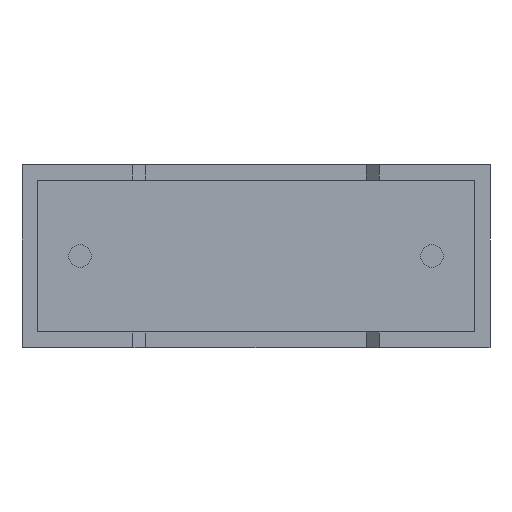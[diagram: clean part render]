
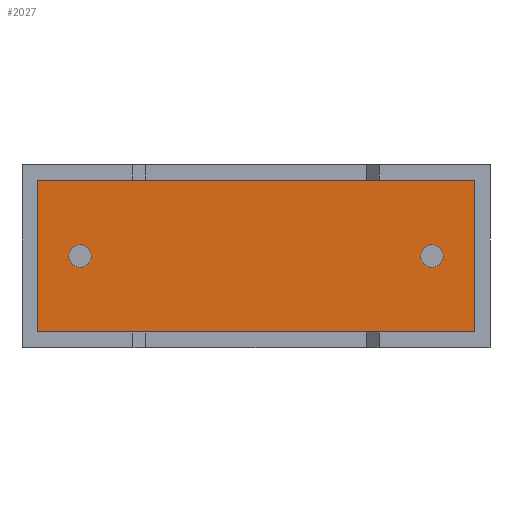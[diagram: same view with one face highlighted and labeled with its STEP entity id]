
A CAD part, front view. The second image highlights one B-rep face of the part: STEP entity #2027.
In plain terms, the highlighted planar face has unit normal (0, -1, 0).
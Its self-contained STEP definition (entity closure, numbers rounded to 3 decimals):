
#56 = CIRCLE ( 'NONE', #493, 0.325 ) ;
#75 = CARTESIAN_POINT ( 'NONE',  ( 11.65, 0.75, 2.925 ) ) ;
#148 = EDGE_CURVE ( 'NONE', #2694, #722, #56, .T. ) ;
#171 = DIRECTION ( 'NONE',  ( 0., -1., 0. ) ) ;
#179 = CARTESIAN_POINT ( 'NONE',  ( 12.857, 0.75, 0.443 ) ) ;
#256 = ORIENTED_EDGE ( 'NONE', *, *, #696, .T. ) ;
#274 = ORIENTED_EDGE ( 'NONE', *, *, #2006, .T. ) ;
#305 = CIRCLE ( 'NONE', #1329, 0.325 ) ;
#328 = CARTESIAN_POINT ( 'NONE',  ( 0.443, 0.75, 4.757 ) ) ;
#348 = LINE ( 'NONE', #2681, #399 ) ;
#368 = DIRECTION ( 'NONE',  ( 0., -1., 0. ) ) ;
#399 = VECTOR ( 'NONE', #814, 1000. ) ;
#428 = VECTOR ( 'NONE', #2460, 1000. ) ;
#474 = CARTESIAN_POINT ( 'NONE',  ( 1.65, 0.75, 2.925 ) ) ;
#493 = AXIS2_PLACEMENT_3D ( 'NONE', #1887, #2844, #1652 ) ;
#606 = CARTESIAN_POINT ( 'NONE',  ( 1.65, 0.75, 2.6 ) ) ;
#623 = CARTESIAN_POINT ( 'NONE',  ( 0.443, 0.75, 0.443 ) ) ;
#675 = PLANE ( 'NONE',  #1233 ) ;
#696 = EDGE_CURVE ( 'NONE', #2475, #1361, #348, .T. ) ;
#722 = VERTEX_POINT ( 'NONE', #75 ) ;
#749 = CIRCLE ( 'NONE', #2479, 0.325 ) ;
#811 = ORIENTED_EDGE ( 'NONE', *, *, #1763, .F. ) ;
#814 = DIRECTION ( 'NONE',  ( -1., 0., 0. ) ) ;
#840 = ORIENTED_EDGE ( 'NONE', *, *, #2688, .T. ) ;
#849 = LINE ( 'NONE', #2665, #428 ) ;
#869 = CARTESIAN_POINT ( 'NONE',  ( 11.65, 0.75, 2.6 ) ) ;
#877 = EDGE_LOOP ( 'NONE', ( #880, #1851 ) ) ;
#880 = ORIENTED_EDGE ( 'NONE', *, *, #1850, .F. ) ;
#915 = EDGE_CURVE ( 'NONE', #1489, #2475, #1824, .T. ) ;
#1088 = FACE_BOUND ( 'NONE', #1735, .T. ) ;
#1099 = DIRECTION ( 'NONE',  ( 0., 0., -1. ) ) ;
#1123 = DIRECTION ( 'NONE',  ( 0., 0., 1. ) ) ;
#1189 = CARTESIAN_POINT ( 'NONE',  ( 12.857, 0.75, 4.757 ) ) ;
#1233 = AXIS2_PLACEMENT_3D ( 'NONE', #2059, #171, #1099 ) ;
#1279 = AXIS2_PLACEMENT_3D ( 'NONE', #606, #2789, #1817 ) ;
#1329 = AXIS2_PLACEMENT_3D ( 'NONE', #2732, #2244, #2531 ) ;
#1338 = ORIENTED_EDGE ( 'NONE', *, *, #2089, .F. ) ;
#1361 = VERTEX_POINT ( 'NONE', #328 ) ;
#1489 = VERTEX_POINT ( 'NONE', #3021 ) ;
#1652 = DIRECTION ( 'NONE',  ( 0., 0., -1. ) ) ;
#1735 = EDGE_LOOP ( 'NONE', ( #811, #1338 ) ) ;
#1763 = EDGE_CURVE ( 'NONE', #2143, #2399, #305, .T. ) ;
#1776 = VECTOR ( 'NONE', #2080, 1000. ) ;
#1817 = DIRECTION ( 'NONE',  ( 0., 0., -1. ) ) ;
#1824 = LINE ( 'NONE', #179, #2969 ) ;
#1850 = EDGE_CURVE ( 'NONE', #722, #2694, #749, .T. ) ;
#1851 = ORIENTED_EDGE ( 'NONE', *, *, #148, .F. ) ;
#1887 = CARTESIAN_POINT ( 'NONE',  ( 11.65, 0.75, 2.6 ) ) ;
#1958 = ORIENTED_EDGE ( 'NONE', *, *, #915, .T. ) ;
#1975 = CIRCLE ( 'NONE', #1279, 0.325 ) ;
#1998 = LINE ( 'NONE', #623, #1776 ) ;
#2002 = EDGE_LOOP ( 'NONE', ( #840, #274, #1958, #256 ) ) ;
#2006 = EDGE_CURVE ( 'NONE', #2721, #1489, #1998, .T. ) ;
#2027 = ADVANCED_FACE ( 'NONE', ( #2805, #2750, #1088 ), #675, .T. ) ;
#2059 = CARTESIAN_POINT ( 'NONE',  ( 0., 0.75, 0. ) ) ;
#2080 = DIRECTION ( 'NONE',  ( 1., 0., 0. ) ) ;
#2089 = EDGE_CURVE ( 'NONE', #2399, #2143, #1975, .T. ) ;
#2143 = VERTEX_POINT ( 'NONE', #474 ) ;
#2244 = DIRECTION ( 'NONE',  ( 0., -1., 0. ) ) ;
#2260 = DIRECTION ( 'NONE',  ( 0., 0., -1. ) ) ;
#2323 = CARTESIAN_POINT ( 'NONE',  ( 1.65, 0.75, 2.275 ) ) ;
#2399 = VERTEX_POINT ( 'NONE', #2323 ) ;
#2460 = DIRECTION ( 'NONE',  ( 0., 0., -1. ) ) ;
#2475 = VERTEX_POINT ( 'NONE', #1189 ) ;
#2479 = AXIS2_PLACEMENT_3D ( 'NONE', #869, #368, #2260 ) ;
#2531 = DIRECTION ( 'NONE',  ( 0., 0., -1. ) ) ;
#2576 = CARTESIAN_POINT ( 'NONE',  ( 0.443, 0.75, 0.443 ) ) ;
#2665 = CARTESIAN_POINT ( 'NONE',  ( 0.443, 0.75, 4.757 ) ) ;
#2681 = CARTESIAN_POINT ( 'NONE',  ( 12.857, 0.75, 4.757 ) ) ;
#2688 = EDGE_CURVE ( 'NONE', #1361, #2721, #849, .T. ) ;
#2694 = VERTEX_POINT ( 'NONE', #2710 ) ;
#2710 = CARTESIAN_POINT ( 'NONE',  ( 11.65, 0.75, 2.275 ) ) ;
#2721 = VERTEX_POINT ( 'NONE', #2576 ) ;
#2732 = CARTESIAN_POINT ( 'NONE',  ( 1.65, 0.75, 2.6 ) ) ;
#2750 = FACE_OUTER_BOUND ( 'NONE', #2002, .T. ) ;
#2789 = DIRECTION ( 'NONE',  ( 0., -1., 0. ) ) ;
#2805 = FACE_BOUND ( 'NONE', #877, .T. ) ;
#2844 = DIRECTION ( 'NONE',  ( 0., -1., 0. ) ) ;
#2969 = VECTOR ( 'NONE', #1123, 1000. ) ;
#3021 = CARTESIAN_POINT ( 'NONE',  ( 12.857, 0.75, 0.443 ) ) ;
